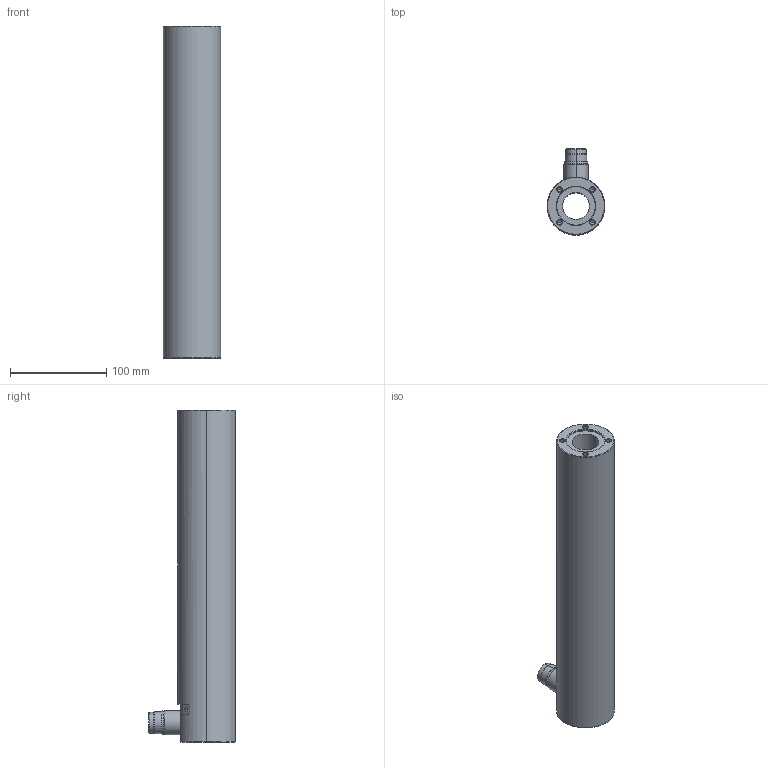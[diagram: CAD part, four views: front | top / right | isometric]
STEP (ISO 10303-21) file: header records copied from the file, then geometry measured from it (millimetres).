
FILE_DESCRIPTION (( 'STEP AP214' ), '1' );
FILE_NAME ('PS01-48x240-SSC-C.STEP', '2009-09-17T07:42:08', ( 'mittelholzer' ), ( '' ), 'SwSTEP 2.0', 'SolidWorks 2005037', '' );
FILE_SCHEMA (( 'AUTOMOTIVE_DESIGN' ));
Length unit declared in the file: millimetre
Products named in the file (1): PS01-48x240-SSC-C
Bounding box: 60 x 90 x 345 mm (x, y, z)
Volume: 768320.6 mm3; surface area: 104706.7 mm2
Topology: 1 solids, 1 shells, 110 faces, 242 edges, 132 vertices
Faces by surface type: cone 51, cylinder 40, plane 17, torus 2
Entity records: 2954 total; most frequent: DIRECTION 559, CARTESIAN_POINT 471, ORIENTED_EDGE 444, AXIS2_PLACEMENT_3D 228, EDGE_CURVE 222, VERTEX_POINT 132, EDGE_LOOP 130, CIRCLE 117
